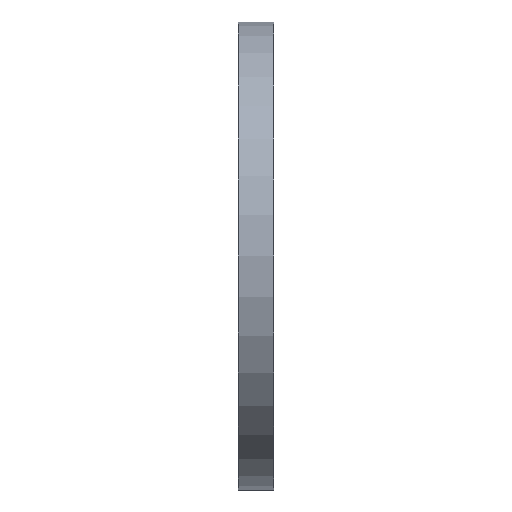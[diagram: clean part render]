
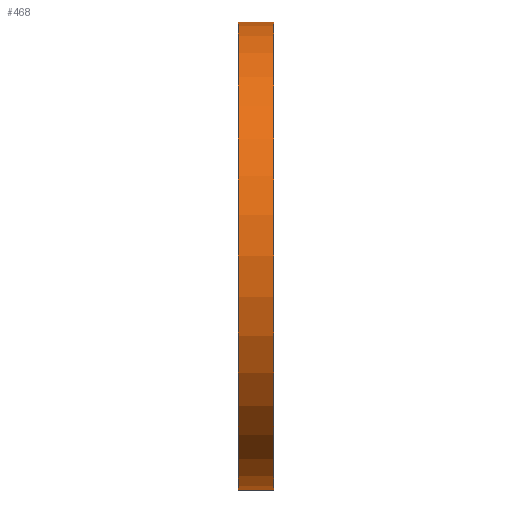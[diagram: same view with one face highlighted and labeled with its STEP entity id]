
A CAD part, left-side view. The second image highlights one B-rep face of the part: STEP entity #468.
In plain terms, the highlighted cylindrical face has radius 120 mm (diameter 240 mm), a partial arc.
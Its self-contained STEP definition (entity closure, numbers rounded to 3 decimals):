
#26 = FACE_OUTER_BOUND ( 'NONE', #691, .T. ) ;
#47 = EDGE_CURVE ( 'NONE', #64, #114, #635, .T. ) ;
#64 = VERTEX_POINT ( 'NONE', #97 ) ;
#97 = CARTESIAN_POINT ( 'NONE',  ( 0., 0., -120. ) ) ;
#114 = VERTEX_POINT ( 'NONE', #555 ) ;
#125 = ORIENTED_EDGE ( 'NONE', *, *, #527, .F. ) ;
#161 = ORIENTED_EDGE ( 'NONE', *, *, #358, .T. ) ;
#236 = VERTEX_POINT ( 'NONE', #313 ) ;
#275 = LINE ( 'NONE', #575, #634 ) ;
#295 = AXIS2_PLACEMENT_3D ( 'NONE', #461, #630, #749 ) ;
#300 = AXIS2_PLACEMENT_3D ( 'NONE', #549, #620, #500 ) ;
#305 = DIRECTION ( 'NONE',  ( 0., 0., -1. ) ) ;
#313 = CARTESIAN_POINT ( 'NONE',  ( 0., 18., 120. ) ) ;
#326 = DIRECTION ( 'NONE',  ( 0., -1., 0. ) ) ;
#328 = EDGE_CURVE ( 'NONE', #236, #114, #385, .T. ) ;
#329 = VERTEX_POINT ( 'NONE', #397 ) ;
#334 = DIRECTION ( 'NONE',  ( 0., -1., 0. ) ) ;
#358 = EDGE_CURVE ( 'NONE', #329, #64, #275, .T. ) ;
#374 = VECTOR ( 'NONE', #334, 1000. ) ;
#385 = LINE ( 'NONE', #459, #374 ) ;
#388 = CIRCLE ( 'NONE', #300, 120. ) ;
#397 = CARTESIAN_POINT ( 'NONE',  ( 0., 18., -120. ) ) ;
#419 = CYLINDRICAL_SURFACE ( 'NONE', #653, 120. ) ;
#431 = DIRECTION ( 'NONE',  ( 0., -1., 0. ) ) ;
#459 = CARTESIAN_POINT ( 'NONE',  ( 0., 18., 120. ) ) ;
#461 = CARTESIAN_POINT ( 'NONE',  ( 0., 0., 0. ) ) ;
#468 = ADVANCED_FACE ( 'NONE', ( #26 ), #419, .T. ) ;
#500 = DIRECTION ( 'NONE',  ( 0., 0., 1. ) ) ;
#527 = EDGE_CURVE ( 'NONE', #329, #236, #388, .T. ) ;
#549 = CARTESIAN_POINT ( 'NONE',  ( 0., 18., 0. ) ) ;
#555 = CARTESIAN_POINT ( 'NONE',  ( 0., 0., 120. ) ) ;
#562 = CARTESIAN_POINT ( 'NONE',  ( 0., 18., 0. ) ) ;
#575 = CARTESIAN_POINT ( 'NONE',  ( 0., 18., -120. ) ) ;
#620 = DIRECTION ( 'NONE',  ( 0., 1., 0. ) ) ;
#630 = DIRECTION ( 'NONE',  ( 0., 1., 0. ) ) ;
#634 = VECTOR ( 'NONE', #326, 1000. ) ;
#635 = CIRCLE ( 'NONE', #295, 120. ) ;
#645 = ORIENTED_EDGE ( 'NONE', *, *, #47, .T. ) ;
#653 = AXIS2_PLACEMENT_3D ( 'NONE', #562, #431, #305 ) ;
#691 = EDGE_LOOP ( 'NONE', ( #758, #125, #161, #645 ) ) ;
#749 = DIRECTION ( 'NONE',  ( 0., 0., 1. ) ) ;
#758 = ORIENTED_EDGE ( 'NONE', *, *, #328, .F. ) ;
